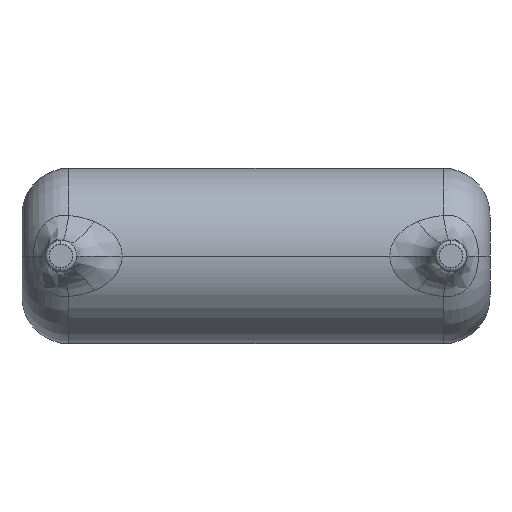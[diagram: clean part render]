
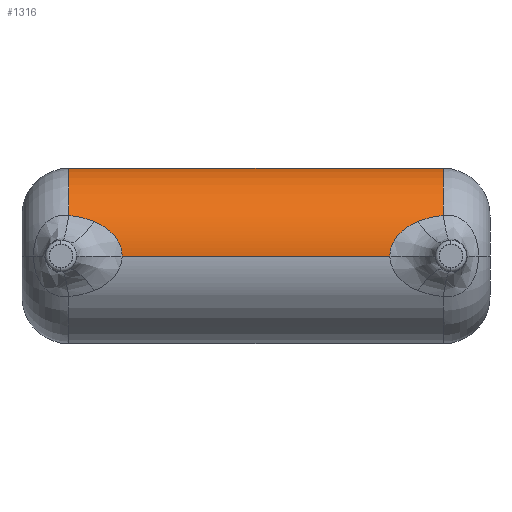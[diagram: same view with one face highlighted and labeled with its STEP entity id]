
A CAD part, front view. The second image highlights one B-rep face of the part: STEP entity #1316.
In plain terms, the highlighted cylindrical face has radius 2.25 mm (diameter 4.5 mm), a partial arc.
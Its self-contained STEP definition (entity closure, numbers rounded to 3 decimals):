
#33 = CARTESIAN_POINT ( 'NONE',  ( 3.965, 1.146, 0.799 ) ) ;
#49 = CIRCLE ( 'NONE', #763, 2.25 ) ;
#65 = ORIENTED_EDGE ( 'NONE', *, *, #1670, .T. ) ;
#82 = CARTESIAN_POINT ( 'NONE',  ( -4.353, 1.217, 0.969 ) ) ;
#87 = ORIENTED_EDGE ( 'NONE', *, *, #1203, .F. ) ;
#112 = CARTESIAN_POINT ( 'NONE',  ( -3.534, 1.032, 0.391 ) ) ;
#124 = CARTESIAN_POINT ( 'NONE',  ( 3.433, 1., 0. ) ) ;
#125 = CARTESIAN_POINT ( 'NONE',  ( 6., 3.25, 2.25 ) ) ;
#211 = CARTESIAN_POINT ( 'NONE',  ( 4.8, 3.25, 2.25 ) ) ;
#220 = B_SPLINE_CURVE_WITH_KNOTS ( 'NONE', 3,
 ( #934, #82, #233, #654 ),
 .UNSPECIFIED., .F., .F.,
 ( 4, 4 ),
 ( 0.001, 0.002 ),
 .UNSPECIFIED. ) ;
#222 = ORIENTED_EDGE ( 'NONE', *, *, #1021, .F. ) ;
#233 = CARTESIAN_POINT ( 'NONE',  ( -4.574, 1.244, 1.019 ) ) ;
#247 = CARTESIAN_POINT ( 'NONE',  ( 4.574, 1.244, 1.019 ) ) ;
#253 = CARTESIAN_POINT ( 'NONE',  ( -3.433, 1., 0.103 ) ) ;
#324 = B_SPLINE_CURVE_WITH_KNOTS ( 'NONE', 3,
 ( #468, #742, #1306, #1006, #1454, #1048, #477, #33, #600, #1434 ),
 .UNSPECIFIED., .F., .F.,
 ( 4, 2, 2, 2, 4 ),
 ( 0., 0., 0.001, 0.001, 0.001 ),
 .UNSPECIFIED. ) ;
#367 = CARTESIAN_POINT ( 'NONE',  ( -4.8, 3.25, 0. ) ) ;
#385 = CARTESIAN_POINT ( 'NONE',  ( -4.147, 1.181, 0.884 ) ) ;
#386 = DIRECTION ( 'NONE',  ( 1., 0., 0. ) ) ;
#390 = DIRECTION ( 'NONE',  ( -1., 0., 0. ) ) ;
#392 = VERTEX_POINT ( 'NONE', #1300 ) ;
#398 = DIRECTION ( 'NONE',  ( -1., 0., 0. ) ) ;
#424 = AXIS2_PLACEMENT_3D ( 'NONE', #367, #1072, #508 ) ;
#440 = CARTESIAN_POINT ( 'NONE',  ( -3.433, 1., 0. ) ) ;
#458 = ORIENTED_EDGE ( 'NONE', *, *, #762, .F. ) ;
#468 = CARTESIAN_POINT ( 'NONE',  ( 3.433, 1., 0. ) ) ;
#477 = CARTESIAN_POINT ( 'NONE',  ( 3.799, 1.107, 0.689 ) ) ;
#492 = VECTOR ( 'NONE', #386, 1000. ) ;
#508 = DIRECTION ( 'NONE',  ( 0., -1., 0. ) ) ;
#535 = CARTESIAN_POINT ( 'NONE',  ( 4.8, 3.25, 0. ) ) ;
#557 = CARTESIAN_POINT ( 'NONE',  ( 0., 1., 0. ) ) ;
#600 = CARTESIAN_POINT ( 'NONE',  ( 4.053, 1.164, 0.845 ) ) ;
#645 = B_SPLINE_CURVE_WITH_KNOTS ( 'NONE', 3,
 ( #1521, #253, #822, #112, #682, #1244, #1663, #875, #1302, #1583 ),
 .UNSPECIFIED., .F., .F.,
 ( 4, 2, 2, 2, 4 ),
 ( 0., 0., 0.001, 0.001, 0.001 ),
 .UNSPECIFIED. ) ;
#654 = CARTESIAN_POINT ( 'NONE',  ( -4.8, 1.254, 1.038 ) ) ;
#682 = CARTESIAN_POINT ( 'NONE',  ( -3.59, 1.05, 0.476 ) ) ;
#702 = ORIENTED_EDGE ( 'NONE', *, *, #965, .T. ) ;
#708 = FACE_OUTER_BOUND ( 'NONE', #1143, .T. ) ;
#720 = VERTEX_POINT ( 'NONE', #211 ) ;
#742 = CARTESIAN_POINT ( 'NONE',  ( 3.433, 1., 0.103 ) ) ;
#746 = DIRECTION ( 'NONE',  ( -1., 0., 0. ) ) ;
#762 = EDGE_CURVE ( 'NONE', #392, #1659, #1669, .T. ) ;
#763 = AXIS2_PLACEMENT_3D ( 'NONE', #535, #398, #1399 ) ;
#768 = EDGE_CURVE ( 'NONE', #1205, #392, #220, .T. ) ;
#796 = VERTEX_POINT ( 'NONE', #440 ) ;
#822 = CARTESIAN_POINT ( 'NONE',  ( -3.455, 1.007, 0.203 ) ) ;
#827 = LINE ( 'NONE', #557, #1293 ) ;
#875 = CARTESIAN_POINT ( 'NONE',  ( -3.965, 1.146, 0.799 ) ) ;
#888 = CARTESIAN_POINT ( 'NONE',  ( 4.147, 1.181, 0.884 ) ) ;
#891 = CARTESIAN_POINT ( 'NONE',  ( -4.8, 3.25, 2.25 ) ) ;
#934 = CARTESIAN_POINT ( 'NONE',  ( -4.147, 1.181, 0.884 ) ) ;
#956 = EDGE_CURVE ( 'NONE', #1073, #1016, #1194, .T. ) ;
#961 = CARTESIAN_POINT ( 'NONE',  ( 4.8, 1.254, 1.038 ) ) ;
#965 = EDGE_CURVE ( 'NONE', #1016, #720, #49, .T. ) ;
#1004 = EDGE_CURVE ( 'NONE', #1659, #720, #1651, .T. ) ;
#1006 = CARTESIAN_POINT ( 'NONE',  ( 3.534, 1.032, 0.391 ) ) ;
#1012 = DIRECTION ( 'NONE',  ( 0., -1., 0. ) ) ;
#1016 = VERTEX_POINT ( 'NONE', #961 ) ;
#1021 = EDGE_CURVE ( 'NONE', #796, #1205, #645, .T. ) ;
#1022 = CARTESIAN_POINT ( 'NONE',  ( 0., 3.25, 0. ) ) ;
#1048 = CARTESIAN_POINT ( 'NONE',  ( 3.722, 1.087, 0.624 ) ) ;
#1072 = DIRECTION ( 'NONE',  ( -1., 0., 0. ) ) ;
#1073 = VERTEX_POINT ( 'NONE', #888 ) ;
#1111 = AXIS2_PLACEMENT_3D ( 'NONE', #1022, #746, #1012 ) ;
#1121 = CARTESIAN_POINT ( 'NONE',  ( 4.353, 1.217, 0.969 ) ) ;
#1138 = CYLINDRICAL_SURFACE ( 'NONE', #1111, 2.25 ) ;
#1143 = EDGE_LOOP ( 'NONE', ( #87, #65, #1548, #702, #1364, #458, #1503, #222 ) ) ;
#1188 = VERTEX_POINT ( 'NONE', #124 ) ;
#1194 = B_SPLINE_CURVE_WITH_KNOTS ( 'NONE', 3,
 ( #1673, #1121, #247, #1816 ),
 .UNSPECIFIED., .F., .F.,
 ( 4, 4 ),
 ( 0.001, 0.002 ),
 .UNSPECIFIED. ) ;
#1203 = EDGE_CURVE ( 'NONE', #1188, #796, #827, .T. ) ;
#1205 = VERTEX_POINT ( 'NONE', #385 ) ;
#1244 = CARTESIAN_POINT ( 'NONE',  ( -3.722, 1.087, 0.624 ) ) ;
#1293 = VECTOR ( 'NONE', #390, 1000. ) ;
#1300 = CARTESIAN_POINT ( 'NONE',  ( -4.8, 1.254, 1.038 ) ) ;
#1302 = CARTESIAN_POINT ( 'NONE',  ( -4.053, 1.164, 0.845 ) ) ;
#1306 = CARTESIAN_POINT ( 'NONE',  ( 3.455, 1.007, 0.203 ) ) ;
#1316 = ADVANCED_FACE ( 'NONE', ( #708 ), #1138, .T. ) ;
#1364 = ORIENTED_EDGE ( 'NONE', *, *, #1004, .F. ) ;
#1399 = DIRECTION ( 'NONE',  ( 0., -1., 0. ) ) ;
#1434 = CARTESIAN_POINT ( 'NONE',  ( 4.147, 1.181, 0.884 ) ) ;
#1454 = CARTESIAN_POINT ( 'NONE',  ( 3.59, 1.05, 0.476 ) ) ;
#1503 = ORIENTED_EDGE ( 'NONE', *, *, #768, .F. ) ;
#1521 = CARTESIAN_POINT ( 'NONE',  ( -3.433, 1., 0. ) ) ;
#1548 = ORIENTED_EDGE ( 'NONE', *, *, #956, .T. ) ;
#1583 = CARTESIAN_POINT ( 'NONE',  ( -4.147, 1.181, 0.884 ) ) ;
#1651 = LINE ( 'NONE', #125, #492 ) ;
#1659 = VERTEX_POINT ( 'NONE', #891 ) ;
#1663 = CARTESIAN_POINT ( 'NONE',  ( -3.799, 1.107, 0.689 ) ) ;
#1669 = CIRCLE ( 'NONE', #424, 2.25 ) ;
#1670 = EDGE_CURVE ( 'NONE', #1188, #1073, #324, .T. ) ;
#1673 = CARTESIAN_POINT ( 'NONE',  ( 4.147, 1.181, 0.884 ) ) ;
#1816 = CARTESIAN_POINT ( 'NONE',  ( 4.8, 1.254, 1.038 ) ) ;
